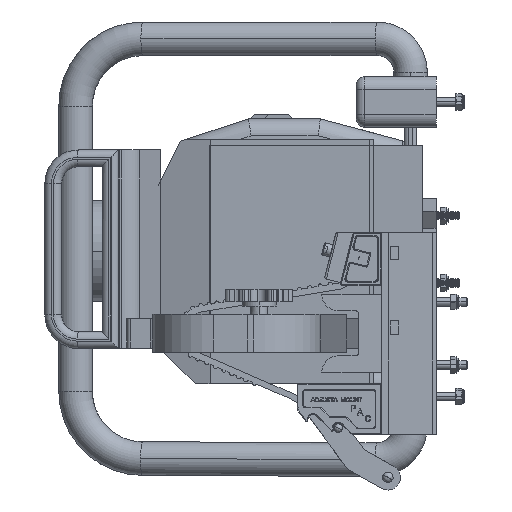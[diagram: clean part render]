
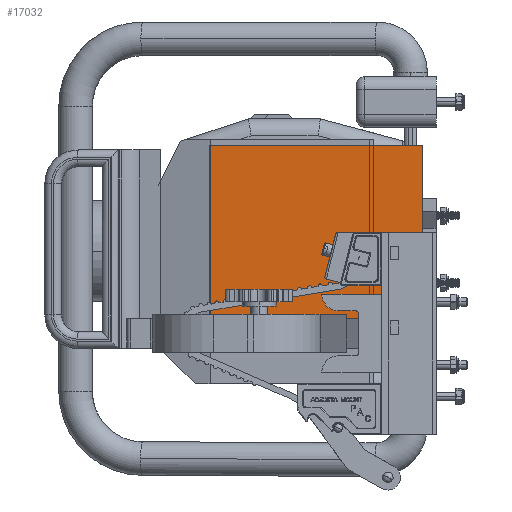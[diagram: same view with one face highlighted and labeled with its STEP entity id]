
A CAD part, left-side view. The second image highlights one B-rep face of the part: STEP entity #17032.
In plain terms, the highlighted planar face has unit normal (-0.995, 0.097, 0).
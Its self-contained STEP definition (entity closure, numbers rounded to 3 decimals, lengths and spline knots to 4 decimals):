
#4662 = LINE ( 'NONE', #5507, #4663 ) ;
#4663 = VECTOR ( 'NONE', #5508, 39.3701 ) ;
#4962 = LINE ( 'NONE', #6047, #4963 ) ;
#4963 = VECTOR ( 'NONE', #6048, 39.3701 ) ;
#4979 = LINE ( 'NONE', #6066, #4980 ) ;
#4980 = VECTOR ( 'NONE', #6067, 39.3701 ) ;
#5507 = CARTESIAN_POINT ( 'NONE',  ( 5.9862, 6.7191, 0.4375 ) ) ;
#5508 = DIRECTION ( 'NONE',  ( -0.097, -0.995, 0. ) ) ;
#6047 = CARTESIAN_POINT ( 'NONE',  ( 5.9862, 6.7191, 5.5918 ) ) ;
#6048 = DIRECTION ( 'NONE',  ( 0.097, 0.995, 0. ) ) ;
#6066 = CARTESIAN_POINT ( 'NONE',  ( 5.3717, 0.406, 0.4375 ) ) ;
#6067 = DIRECTION ( 'NONE',  ( 0., 0., 1. ) ) ;
#8372 = CARTESIAN_POINT ( 'NONE',  ( 5.9862, 6.7191, 0.4375 ) ) ;
#8383 = DIRECTION ( 'NONE',  ( 0., 0., -1. ) ) ;
#8909 = VECTOR ( 'NONE', #8383, 39.3701 ) ;
#8917 = LINE ( 'NONE', #8372, #8909 ) ;
#12324 = VERTEX_POINT ( 'NONE', #52766 ) ;
#12328 = VERTEX_POINT ( 'NONE', #52770 ) ;
#12338 = VERTEX_POINT ( 'NONE', #52780 ) ;
#12339 = VERTEX_POINT ( 'NONE', #52781 ) ;
#13339 = EDGE_LOOP ( 'NONE', ( #22096, #22097, #22098, #22099 ) ) ;
#17032 = ADVANCED_FACE ( 'NONE', ( #46388 ), #53646, .T. ) ;
#20455 = EDGE_CURVE ( 'NONE', #12339, #12338, #4662, .T. ) ;
#20649 = EDGE_CURVE ( 'NONE', #12328, #12324, #4962, .T. ) ;
#20658 = EDGE_CURVE ( 'NONE', #12338, #12328, #4979, .T. ) ;
#22096 = ORIENTED_EDGE ( 'NONE', *, *, #20455, .T. ) ;
#22097 = ORIENTED_EDGE ( 'NONE', *, *, #20658, .T. ) ;
#22098 = ORIENTED_EDGE ( 'NONE', *, *, #20649, .T. ) ;
#22099 = ORIENTED_EDGE ( 'NONE', *, *, #22726, .T. ) ;
#22726 = EDGE_CURVE ( 'NONE', #12324, #12339, #8917, .T. ) ;
#40524 = AXIS2_PLACEMENT_3D ( 'NONE', #53641, #53651, #53652 ) ;
#46388 = FACE_OUTER_BOUND ( 'NONE', #13339, .T. ) ;
#52766 = CARTESIAN_POINT ( 'NONE',  ( 5.9862, 6.7191, 5.5918 ) ) ;
#52770 = CARTESIAN_POINT ( 'NONE',  ( 5.3717, 0.406, 5.5918 ) ) ;
#52780 = CARTESIAN_POINT ( 'NONE',  ( 5.3717, 0.406, 0.4375 ) ) ;
#52781 = CARTESIAN_POINT ( 'NONE',  ( 5.9862, 6.7191, 0.4375 ) ) ;
#53641 = CARTESIAN_POINT ( 'NONE',  ( 5.3717, 0.406, 0.4375 ) ) ;
#53646 = PLANE ( 'NONE',  #40524 ) ;
#53651 = DIRECTION ( 'NONE',  ( -0.995, 0.097, 0. ) ) ;
#53652 = DIRECTION ( 'NONE',  ( -0.097, -0.995, 0. ) ) ;
